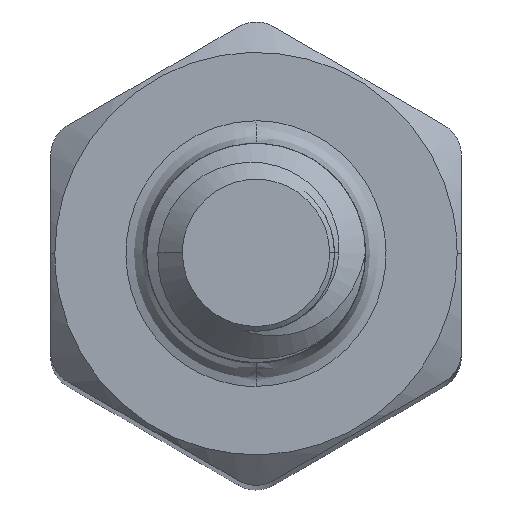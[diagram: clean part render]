
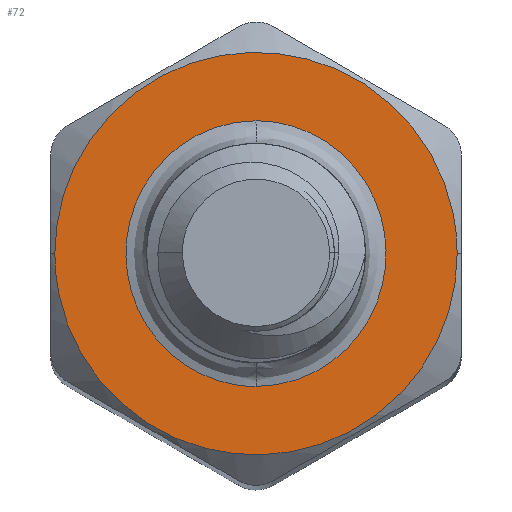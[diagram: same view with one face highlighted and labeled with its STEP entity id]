
A CAD part, top view. The second image highlights one B-rep face of the part: STEP entity #72.
In plain terms, the highlighted planar face has unit normal (0, 0, 1).
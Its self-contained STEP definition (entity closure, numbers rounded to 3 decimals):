
#24=FACE_BOUND('',#285,.T.);
#72=ADVANCED_FACE('',(#178,#24),#1747,.T.);
#178=FACE_OUTER_BOUND('',#284,.T.);
#284=EDGE_LOOP('',(#613,#614));
#285=EDGE_LOOP('',(#615,#616));
#613=ORIENTED_EDGE('',*,*,#1065,.F.);
#614=ORIENTED_EDGE('',*,*,#1062,.F.);
#615=ORIENTED_EDGE('',*,*,#1071,.F.);
#616=ORIENTED_EDGE('',*,*,#1068,.F.);
#1062=EDGE_CURVE('',#1629,#1630,#1322,.T.);
#1065=EDGE_CURVE('',#1630,#1629,#1323,.T.);
#1068=EDGE_CURVE('',#1634,#1633,#1326,.T.);
#1071=EDGE_CURVE('',#1633,#1634,#1329,.T.);
#1322=(
BOUNDED_CURVE()
B_SPLINE_CURVE(2,(#4826,#4827,#4828,#4829,#4830),.UNSPECIFIED.,.F.,.F.)
B_SPLINE_CURVE_WITH_KNOTS((3,2,3),(0.,3.464,6.927),
 .UNSPECIFIED.)
CURVE()
GEOMETRIC_REPRESENTATION_ITEM()
RATIONAL_B_SPLINE_CURVE((1.,0.707,1.,0.707,1.))
REPRESENTATION_ITEM('')
);
#1323=(
BOUNDED_CURVE()
B_SPLINE_CURVE(2,(#4835,#4836,#4837,#4838,#4839),.UNSPECIFIED.,.F.,.F.)
B_SPLINE_CURVE_WITH_KNOTS((3,2,3),(0.,3.464,6.927),
 .UNSPECIFIED.)
CURVE()
GEOMETRIC_REPRESENTATION_ITEM()
RATIONAL_B_SPLINE_CURVE((1.,0.707,1.,0.707,1.))
REPRESENTATION_ITEM('')
);
#1326=(
BOUNDED_CURVE()
B_SPLINE_CURVE(2,(#4846,#4847,#4848,#4849,#4850),.UNSPECIFIED.,.F.,.F.)
B_SPLINE_CURVE_WITH_KNOTS((3,2,3),(-4.478,-2.239,0.),
 .UNSPECIFIED.)
CURVE()
GEOMETRIC_REPRESENTATION_ITEM()
RATIONAL_B_SPLINE_CURVE((1.,0.707,1.,0.707,1.))
REPRESENTATION_ITEM('')
);
#1329=(
BOUNDED_CURVE()
B_SPLINE_CURVE(2,(#4861,#4862,#4863,#4864,#4865),.UNSPECIFIED.,.F.,.F.)
B_SPLINE_CURVE_WITH_KNOTS((3,2,3),(-4.478,-2.239,0.),
 .UNSPECIFIED.)
CURVE()
GEOMETRIC_REPRESENTATION_ITEM()
RATIONAL_B_SPLINE_CURVE((1.,0.707,1.,0.707,1.))
REPRESENTATION_ITEM('')
);
#1629=VERTEX_POINT('',#3947);
#1630=VERTEX_POINT('',#3948);
#1633=VERTEX_POINT('',#3951);
#1634=VERTEX_POINT('',#3952);
#1747=PLANE('',#1907);
#1907=AXIS2_PLACEMENT_3D('',#2949,#1994,$);
#1994=DIRECTION('',(0.,0.,1.));
#2949=CARTESIAN_POINT('',(22.236,-1.764,20.));
#3947=CARTESIAN_POINT('',(25.47,0.,20.));
#3948=CARTESIAN_POINT('',(22.53,0.,20.));
#3951=CARTESIAN_POINT('',(24.,-0.97,20.));
#3952=CARTESIAN_POINT('',(24.,0.97,20.));
#4826=CARTESIAN_POINT('',(25.47,0.,20.));
#4827=CARTESIAN_POINT('',(25.47,-1.47,20.));
#4828=CARTESIAN_POINT('',(24.,-1.47,20.));
#4829=CARTESIAN_POINT('',(22.53,-1.47,20.));
#4830=CARTESIAN_POINT('',(22.53,0.,20.));
#4835=CARTESIAN_POINT('',(22.53,0.,20.));
#4836=CARTESIAN_POINT('',(22.53,1.47,20.));
#4837=CARTESIAN_POINT('',(24.,1.47,20.));
#4838=CARTESIAN_POINT('',(25.47,1.47,20.));
#4839=CARTESIAN_POINT('',(25.47,0.,20.));
#4846=CARTESIAN_POINT('',(24.,0.97,20.));
#4847=CARTESIAN_POINT('',(23.05,0.97,20.));
#4848=CARTESIAN_POINT('',(23.05,0.,20.));
#4849=CARTESIAN_POINT('',(23.05,-0.97,20.));
#4850=CARTESIAN_POINT('',(24.,-0.97,20.));
#4861=CARTESIAN_POINT('',(24.,-0.97,20.));
#4862=CARTESIAN_POINT('',(24.95,-0.97,20.));
#4863=CARTESIAN_POINT('',(24.95,0.,20.));
#4864=CARTESIAN_POINT('',(24.95,0.97,20.));
#4865=CARTESIAN_POINT('',(24.,0.97,20.));
